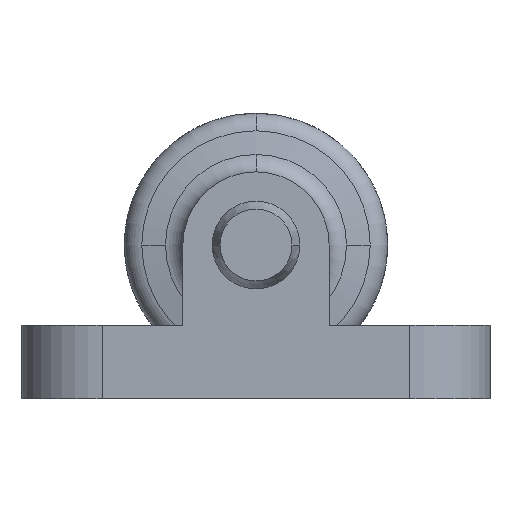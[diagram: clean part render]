
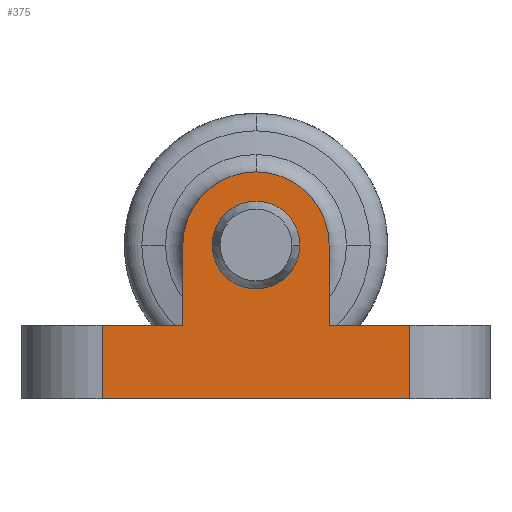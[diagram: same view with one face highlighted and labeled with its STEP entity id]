
A CAD part, left-side view. The second image highlights one B-rep face of the part: STEP entity #375.
In plain terms, the highlighted planar face has unit normal (-1, 0, 0).
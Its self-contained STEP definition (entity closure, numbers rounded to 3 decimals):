
#375=ADVANCED_FACE('',(#1034,#1035),#1036,.T.);
#1034=FACE_BOUND('',#1984,.T.);
#1035=FACE_OUTER_BOUND('',#1985,.T.);
#1036=PLANE('',#1986);
#1984=EDGE_LOOP('',(#3022,#3023));
#1985=EDGE_LOOP('',(#3024,#3025,#3026,#3027,#3028,#3029,#3030,#3031,#3032));
#1986=AXIS2_PLACEMENT_3D('',#3033,#3034,#3035);
#3022=ORIENTED_EDGE('',*,*,#5748,.T.);
#3023=ORIENTED_EDGE('',*,*,#5738,.T.);
#3024=ORIENTED_EDGE('',*,*,#5764,.T.);
#3025=ORIENTED_EDGE('',*,*,#5755,.F.);
#3026=ORIENTED_EDGE('',*,*,#5761,.T.);
#3027=ORIENTED_EDGE('',*,*,#5733,.T.);
#3028=ORIENTED_EDGE('',*,*,#5758,.T.);
#3029=ORIENTED_EDGE('',*,*,#5779,.T.);
#3030=ORIENTED_EDGE('',*,*,#5786,.F.);
#3031=ORIENTED_EDGE('',*,*,#5787,.F.);
#3032=ORIENTED_EDGE('',*,*,#5788,.T.);
#3033=CARTESIAN_POINT('',(0.,0.0,-10.5));
#3034=DIRECTION('',(-1.0,0.,0.0));
#3035=DIRECTION('',(0.,-1.0,-0.0));
#5733=EDGE_CURVE('',#6864,#6868,#6870,.T.);
#5738=EDGE_CURVE('',#6873,#6877,#6879,.T.);
#5748=EDGE_CURVE('',#6877,#6873,#6893,.T.);
#5755=EDGE_CURVE('',#6902,#6898,#6904,.T.);
#5758=EDGE_CURVE('',#6868,#6906,#6909,.T.);
#5761=EDGE_CURVE('',#6902,#6864,#6912,.T.);
#5764=EDGE_CURVE('',#6915,#6898,#6916,.T.);
#5779=EDGE_CURVE('',#6906,#6938,#6940,.T.);
#5786=EDGE_CURVE('',#6949,#6938,#6950,.T.);
#5787=EDGE_CURVE('',#6951,#6949,#6952,.T.);
#5788=EDGE_CURVE('',#6951,#6915,#6953,.T.);
#6864=VERTEX_POINT('',#8485);
#6868=VERTEX_POINT('',#8490);
#6870=CIRCLE('',#8493,5.0);
#6873=VERTEX_POINT('',#8496);
#6877=VERTEX_POINT('',#8501);
#6879=CIRCLE('',#8504,3.0);
#6893=CIRCLE('',#8520,3.0);
#6898=VERTEX_POINT('',#8525);
#6902=VERTEX_POINT('',#8531);
#6904=LINE('',#8534,#8535);
#6906=VERTEX_POINT('',#8537);
#6909=LINE('',#8541,#8542);
#6912=CIRCLE('',#8546,5.0);
#6915=VERTEX_POINT('',#8549);
#6916=LINE('',#8550,#8551);
#6938=VERTEX_POINT('',#8579);
#6940=LINE('',#8581,#8582);
#6949=VERTEX_POINT('',#8593);
#6950=LINE('',#8594,#8595);
#6951=VERTEX_POINT('',#8596);
#6952=LINE('',#8597,#8598);
#6953=LINE('',#8599,#8600);
#8485=CARTESIAN_POINT('',(0.0,0.,5.0));
#8490=CARTESIAN_POINT('',(0.0,5.0,0.0));
#8493=AXIS2_PLACEMENT_3D('',#12746,#12747,#12748);
#8496=CARTESIAN_POINT('',(0.,0.,-3.0));
#8501=CARTESIAN_POINT('',(0.,0.,3.0));
#8504=AXIS2_PLACEMENT_3D('',#12754,#12755,#12756);
#8520=AXIS2_PLACEMENT_3D('',#12771,#12772,#12773);
#8525=CARTESIAN_POINT('',(0.,-5.0,-5.5));
#8531=CARTESIAN_POINT('',(0.0,-5.0,0.0));
#8534=CARTESIAN_POINT('',(0.0,-5.0,-5.25));
#8535=VECTOR('',#12780,1.0);
#8537=CARTESIAN_POINT('',(0.,5.0,-5.5));
#8541=CARTESIAN_POINT('',(0.0,5.0,-5.25));
#8542=VECTOR('',#12782,1.0);
#8546=AXIS2_PLACEMENT_3D('',#12784,#12785,#12786);
#8549=CARTESIAN_POINT('',(0.,-10.5,-5.5));
#8550=CARTESIAN_POINT('',(0.,-10.5,-5.5));
#8551=VECTOR('',#12790,1.0);
#8579=CARTESIAN_POINT('',(0.0,10.5,-5.5));
#8581=CARTESIAN_POINT('',(0.,-10.5,-5.5));
#8582=VECTOR('',#12818,1.0);
#8593=CARTESIAN_POINT('',(0.0,10.5,-10.5));
#8594=CARTESIAN_POINT('',(0.0,10.5,-10.5));
#8595=VECTOR('',#12830,1.0);
#8596=CARTESIAN_POINT('',(0.,-10.5,-10.5));
#8597=CARTESIAN_POINT('',(0.,-10.5,-10.5));
#8598=VECTOR('',#12831,1.0);
#8599=CARTESIAN_POINT('',(0.,-10.5,-10.5));
#8600=VECTOR('',#12832,1.0);
#12746=CARTESIAN_POINT('',(0.0,0.0,0.0));
#12747=DIRECTION('',(-1.0,0.0,0.0));
#12748=DIRECTION('',(0.0,0.0,-1.0));
#12754=CARTESIAN_POINT('',(0.0,0.0,0.0));
#12755=DIRECTION('',(1.0,0.,0.0));
#12756=DIRECTION('',(0.0,0.0,-1.0));
#12771=CARTESIAN_POINT('',(0.0,0.0,0.0));
#12772=DIRECTION('',(1.0,0.,0.0));
#12773=DIRECTION('',(0.0,0.0,-1.0));
#12780=DIRECTION('',(0.0,0.0,-1.0));
#12782=DIRECTION('',(0.0,0.0,-1.0));
#12784=CARTESIAN_POINT('',(0.0,0.0,0.0));
#12785=DIRECTION('',(-1.0,0.0,0.0));
#12786=DIRECTION('',(0.0,0.0,-1.0));
#12790=DIRECTION('',(0.,1.0,0.0));
#12818=DIRECTION('',(0.,1.0,0.0));
#12830=DIRECTION('',(0.0,0.0,1.0));
#12831=DIRECTION('',(0.,1.0,0.0));
#12832=DIRECTION('',(0.0,0.0,1.0));
